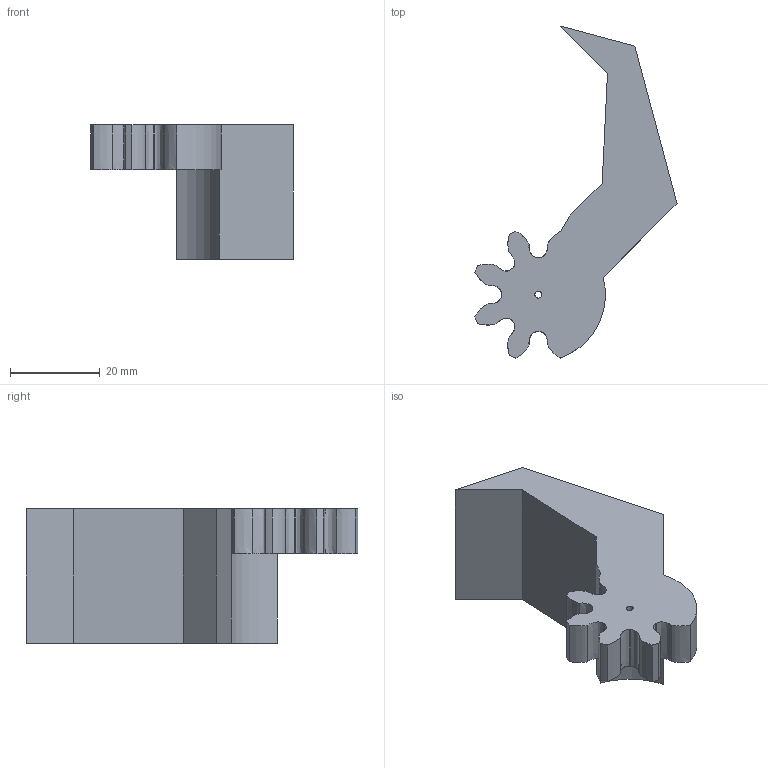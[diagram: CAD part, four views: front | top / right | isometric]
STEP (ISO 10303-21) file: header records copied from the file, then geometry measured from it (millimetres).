
FILE_DESCRIPTION(('STEP AP242'), '1');
FILE_NAME('Êëåøíÿ ïðàâàÿ', '', ('UNSPECIFIED'), ('UNSPECIFIED'), 'C3D Converter', 'C3D Toolkit', '');
FILE_SCHEMA(('AP242_MANAGED_MODEL_BASED_3D_ENGINEERING_MIM_LF { 1 0 10303 442 1 1 4 }'));
Length unit declared in the file: millimetre
Bounding box: 45.14 x 74.15 x 30 mm (x, y, z)
Volume: 25457.1 mm3; surface area: 7793.8 mm2
Topology: 1 solids, 1 shells, 42 faces, 118 edges, 78 vertices
Faces by surface type: extrusion 20, cylinder 12, plane 10
Full cylindrical faces by diameter (mm): 1.55 x1
Entity records: 2425 total; most frequent: CARTESIAN_POINT 1018, ORIENTED_EDGE 234, DIRECTION 167, EDGE_CURVE 117, VERTEX_POINT 78, VECTOR 73, B_SPLINE_CURVE_WITH_KNOTS 60, LINE 53
